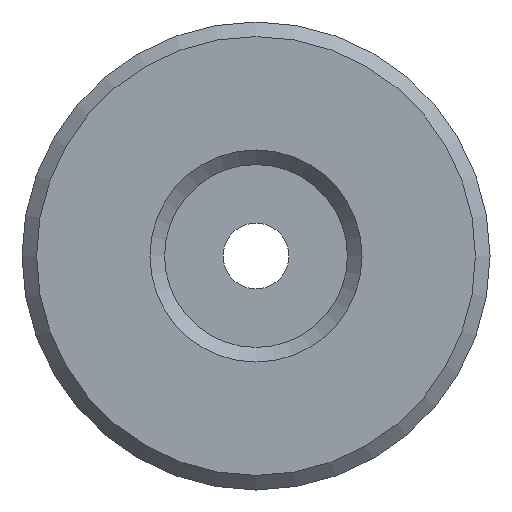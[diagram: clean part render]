
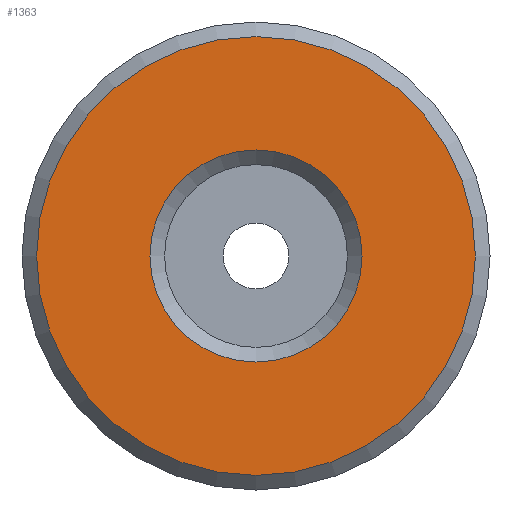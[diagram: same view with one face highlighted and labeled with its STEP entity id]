
A CAD part, front view. The second image highlights one B-rep face of the part: STEP entity #1363.
In plain terms, the highlighted planar face has unit normal (0, -1, 0).
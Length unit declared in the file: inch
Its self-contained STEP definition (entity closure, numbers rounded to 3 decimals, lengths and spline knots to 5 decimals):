
#16=FACE_BOUND('',#169,.T.);
#22=PLANE('',#1450);
#102=FACE_OUTER_BOUND('',#168,.T.);
#168=EDGE_LOOP('',(#1184));
#169=EDGE_LOOP('',(#1185));
#228=CIRCLE('',#1448,0.2175);
#230=CIRCLE('',#1451,0.45);
#600=VERTEX_POINT('',#6081);
#602=VERTEX_POINT('',#6087);
#807=EDGE_CURVE('',#600,#600,#228,.T.);
#810=EDGE_CURVE('',#602,#602,#230,.T.);
#1184=ORIENTED_EDGE('',*,*,#810,.F.);
#1185=ORIENTED_EDGE('',*,*,#807,.F.);
#1363=ADVANCED_FACE('',(#102,#16),#22,.F.);
#1448=AXIS2_PLACEMENT_3D('',#6082,#1626,#1627);
#1450=AXIS2_PLACEMENT_3D('',#6086,#1631,#1632);
#1451=AXIS2_PLACEMENT_3D('',#6088,#1633,#1634);
#1626=DIRECTION('center_axis',(0.,-1.,0.));
#1627=DIRECTION('ref_axis',(1.,0.,0.));
#1631=DIRECTION('center_axis',(0.,1.,0.));
#1632=DIRECTION('ref_axis',(1.,0.,0.));
#1633=DIRECTION('center_axis',(0.,1.,0.));
#1634=DIRECTION('ref_axis',(1.,0.,0.));
#6081=CARTESIAN_POINT('',(-0.2175,0.,0.));
#6082=CARTESIAN_POINT('Origin',(0.,0.,0.));
#6086=CARTESIAN_POINT('Origin',(0.,0.,0.));
#6087=CARTESIAN_POINT('',(-0.45,0.,0.));
#6088=CARTESIAN_POINT('Origin',(0.,0.,0.));
